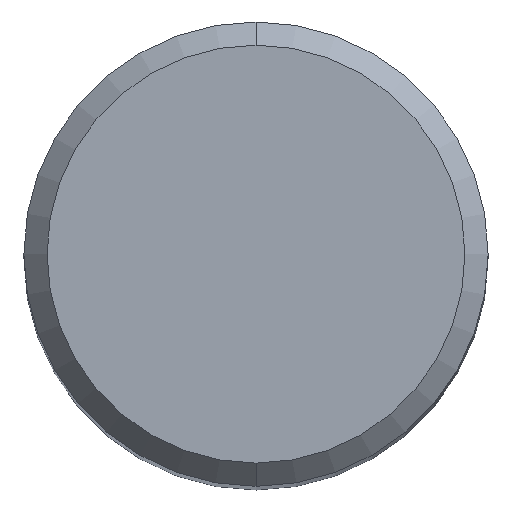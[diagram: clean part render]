
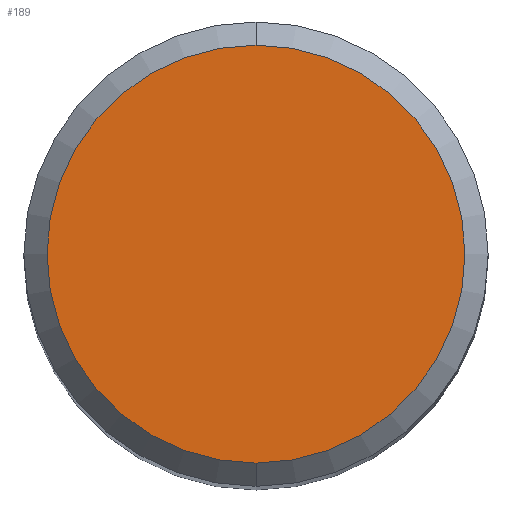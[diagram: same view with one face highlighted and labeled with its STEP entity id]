
A CAD part, top view. The second image highlights one B-rep face of the part: STEP entity #189.
In plain terms, the highlighted planar face has unit normal (0, 0, 1).
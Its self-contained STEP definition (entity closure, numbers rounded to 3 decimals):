
#167=EDGE_CURVE('',#237,#275,#376,.T.);
#189=ADVANCED_FACE('',(#399),#400,.T.);
#233=EDGE_CURVE('',#275,#237,#453,.T.);
#237=VERTEX_POINT('',#457);
#275=VERTEX_POINT('',#501);
#376=CIRCLE('',#616,9.0);
#399=FACE_OUTER_BOUND('',#649,.T.);
#400=PLANE('',#650);
#453=CIRCLE('',#713,9.0);
#457=CARTESIAN_POINT('',(0.0,9.0,0.0));
#501=CARTESIAN_POINT('',(0.,-9.0,0.0));
#616=AXIS2_PLACEMENT_3D('',#892,#893,#894);
#649=EDGE_LOOP('',(#919,#920));
#650=AXIS2_PLACEMENT_3D('',#921,#922,#923);
#713=AXIS2_PLACEMENT_3D('',#992,#993,#994);
#892=CARTESIAN_POINT('',(0.0,0.0,0.0));
#893=DIRECTION('',(0.0,0.0,-1.0));
#894=DIRECTION('',(0.0,1.0,0.0));
#919=ORIENTED_EDGE('',*,*,#167,.F.);
#920=ORIENTED_EDGE('',*,*,#233,.F.);
#921=CARTESIAN_POINT('',(0.0,4.5,0.0));
#922=DIRECTION('',(-0.0,0.0,1.0));
#923=DIRECTION('',(0.0,-1.0,0.0));
#992=CARTESIAN_POINT('',(0.0,0.0,0.0));
#993=DIRECTION('',(0.0,0.0,-1.0));
#994=DIRECTION('',(0.0,1.0,0.0));
